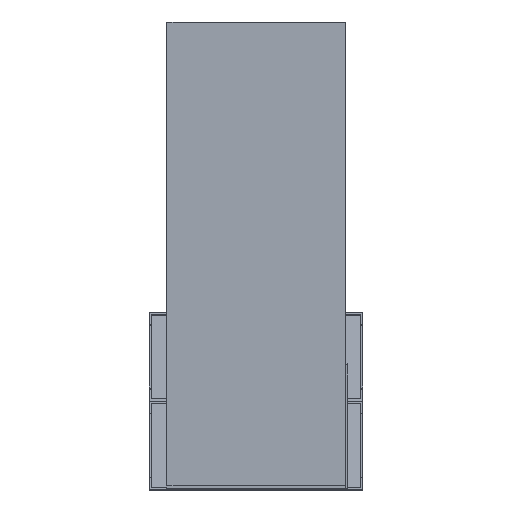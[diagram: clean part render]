
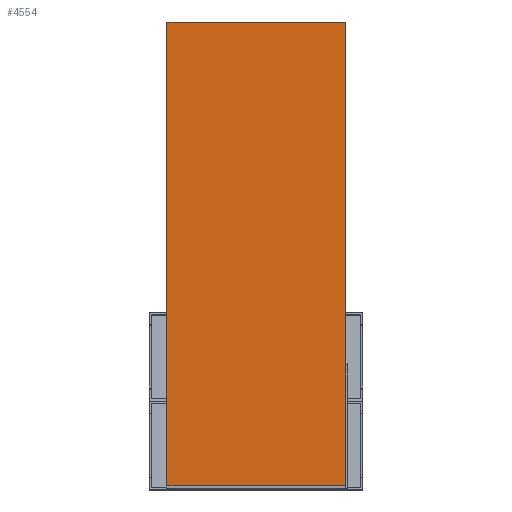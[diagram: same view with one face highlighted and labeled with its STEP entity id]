
A CAD part, front view. The second image highlights one B-rep face of the part: STEP entity #4554.
In plain terms, the highlighted planar face has unit normal (0, -1, 0).
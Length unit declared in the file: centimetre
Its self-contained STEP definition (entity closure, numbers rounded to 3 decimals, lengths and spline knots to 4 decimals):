
#648=FACE_OUTER_BOUND('',#916,.T.);
#916=EDGE_LOOP('',(#3209,#3210,#3211,#3212));
#1193=LINE('',#6720,#1733);
#1197=LINE('',#6728,#1737);
#1200=LINE('',#6734,#1740);
#1203=LINE('',#6739,#1743);
#1733=VECTOR('',#5303,1.);
#1737=VECTOR('',#5309,1.);
#1740=VECTOR('',#5314,1.);
#1743=VECTOR('',#5319,1.);
#2273=VERTEX_POINT('',#6718);
#2274=VERTEX_POINT('',#6719);
#2277=VERTEX_POINT('',#6727);
#2279=VERTEX_POINT('',#6733);
#2641=EDGE_CURVE('',#2273,#2274,#1193,.T.);
#2645=EDGE_CURVE('',#2274,#2277,#1197,.T.);
#2648=EDGE_CURVE('',#2277,#2279,#1200,.T.);
#2651=EDGE_CURVE('',#2279,#2273,#1203,.T.);
#3209=ORIENTED_EDGE('',*,*,#2651,.T.);
#3210=ORIENTED_EDGE('',*,*,#2641,.T.);
#3211=ORIENTED_EDGE('',*,*,#2645,.T.);
#3212=ORIENTED_EDGE('',*,*,#2648,.T.);
#4290=PLANE('',#4865);
#4554=ADVANCED_FACE('',(#648),#4290,.F.);
#4865=AXIS2_PLACEMENT_3D('',#6742,#5323,#5324);
#5303=DIRECTION('',(0.,0.,1.));
#5309=DIRECTION('',(-1.,0.,0.));
#5314=DIRECTION('',(0.,0.,-1.));
#5319=DIRECTION('',(1.,0.,0.));
#5323=DIRECTION('center_axis',(0.,1.,0.));
#5324=DIRECTION('ref_axis',(1.,0.,0.));
#6718=CARTESIAN_POINT('',(125.,0.,-125.));
#6719=CARTESIAN_POINT('',(125.,0.,525.));
#6720=CARTESIAN_POINT('',(125.,0.,-125.));
#6727=CARTESIAN_POINT('',(-125.,0.,525.));
#6728=CARTESIAN_POINT('',(-62.5,0.,525.));
#6733=CARTESIAN_POINT('',(-125.,0.,-125.));
#6734=CARTESIAN_POINT('',(-125.,0.,125.));
#6739=CARTESIAN_POINT('',(-125.,0.,-125.));
#6742=CARTESIAN_POINT('Origin',(0.,0.,0.));
